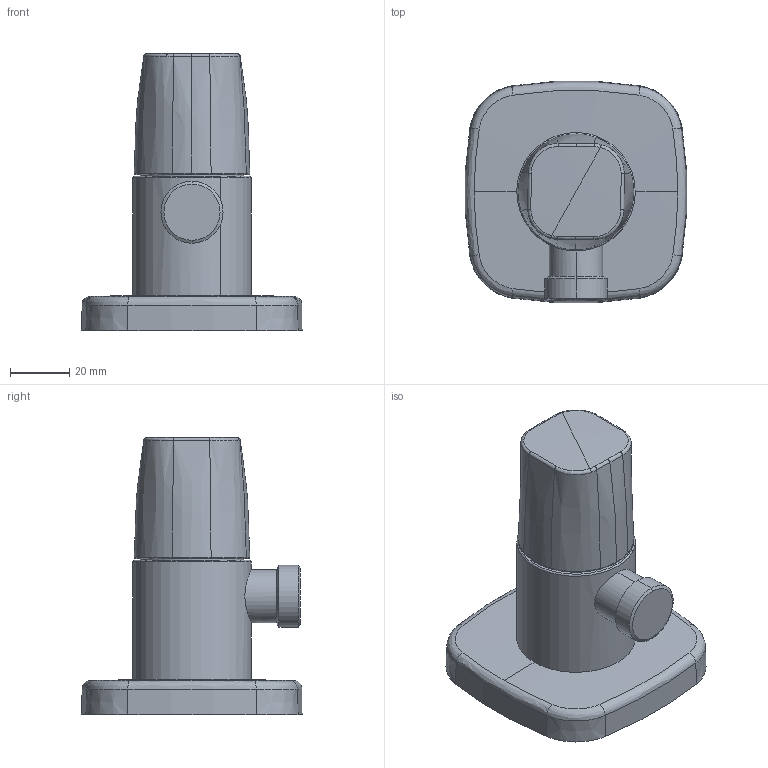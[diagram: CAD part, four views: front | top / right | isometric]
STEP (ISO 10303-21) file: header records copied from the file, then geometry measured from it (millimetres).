
FILE_DESCRIPTION (( 'STEP AP203' ), '1' );
FILE_NAME ('223301(2017)+51570183.STEP', '2017-06-30T08:50:25', ( '' ), ( '' ), 'SwSTEP 2.0', 'SolidWorks 2016', '' );
FILE_SCHEMA (( 'CONFIG_CONTROL_DESIGN' ));
Length unit declared in the file: millimetre
Products named in the file (1): 223301(2017)+51570183
Bounding box: 74.62 x 74.62 x 93.7 mm (x, y, z)
Volume: 159913 mm3; surface area: 25376.8 mm2
Topology: 1 solids, 1 shells, 71 faces, 158 edges, 93 vertices
Faces by surface type: bspline 40, cone 12, cylinder 8, plane 5, sphere 4, torus 2
Entity records: 4790 total; most frequent: CARTESIAN_POINT 3438, ORIENTED_EDGE 316, DIRECTION 168, EDGE_CURVE 158, B_SPLINE_CURVE_WITH_KNOTS 96, VERTEX_POINT 93, EDGE_LOOP 75, AXIS2_PLACEMENT_3D 74
